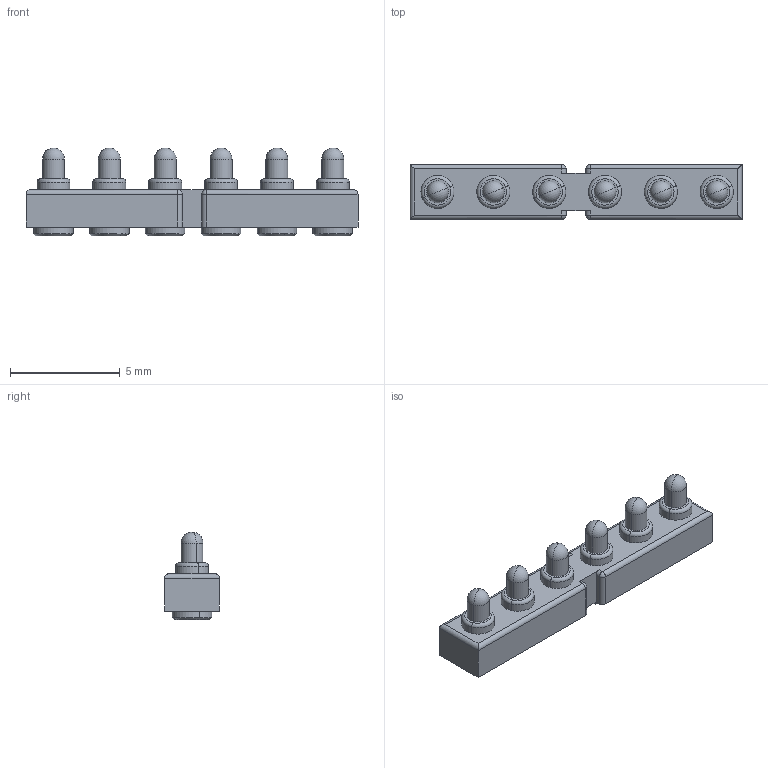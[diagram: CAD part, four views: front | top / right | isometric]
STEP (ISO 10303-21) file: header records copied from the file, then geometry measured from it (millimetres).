
FILE_DESCRIPTION (( 'STEP AP214' ), '1' );
FILE_NAME ('UEBK-12901.STEP', '2020-08-05T06:33:54', ( '' ), ( '' ), 'SwSTEP 2.0', 'SolidWorks 2020', '' );
FILE_SCHEMA (( 'AUTOMOTIVE_DESIGN' ));
Length unit declared in the file: millimetre
Products named in the file (3): UEBK-12901-Gehäuse; UEBK-12901-Pin; UEBK-12901
Assembly tree (7 placements, depth 2):
  UEBK-12901
    UEBK-12901-Gehäuse
    UEBK-12901-Pin  x6
Bounding box: 15.1 x 2.5 x 4 mm (x, y, z)
Volume: 79.5 mm3; surface area: 283.9 mm2
Topology: 7 solids, 7 shells, 134 faces, 318 edges, 194 vertices
Faces by surface type: cylinder 62, plane 32, sphere 16, cone 12, torus 12
Entity records: 1882 total; most frequent: DIRECTION 340, CARTESIAN_POINT 308, ORIENTED_EDGE 280, EDGE_CURVE 140, AXIS2_PLACEMENT_3D 135, VERTEX_POINT 87, EDGE_LOOP 73, VECTOR 70
